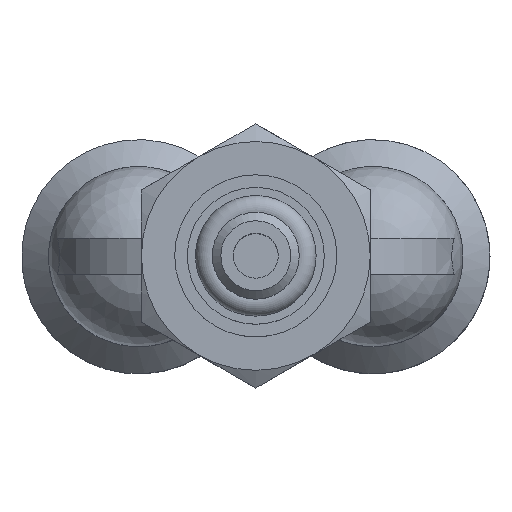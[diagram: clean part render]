
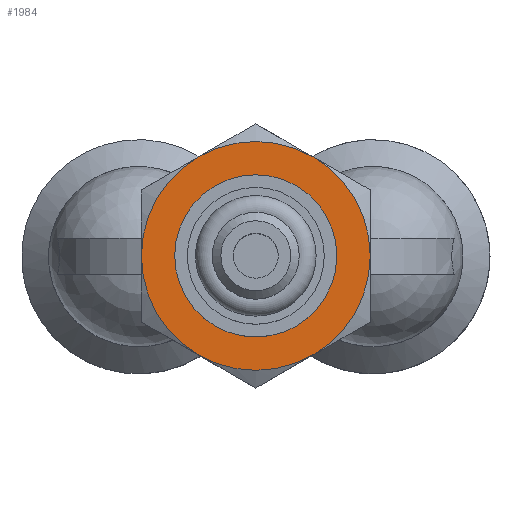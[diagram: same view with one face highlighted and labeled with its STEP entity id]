
A CAD part, top view. The second image highlights one B-rep face of the part: STEP entity #1984.
In plain terms, the highlighted planar face has unit normal (0, 0, 1).
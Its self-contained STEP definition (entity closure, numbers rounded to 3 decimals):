
#56=PLANE('',#2157);
#204=CIRCLE('',#2146,4.5);
#205=CIRCLE('',#2148,6.35);
#206=CIRCLE('',#2150,6.35);
#207=CIRCLE('',#2152,6.35);
#208=CIRCLE('',#2154,6.35);
#209=CIRCLE('',#2156,6.35);
#210=CIRCLE('',#2158,6.35);
#543=ORIENTED_EDGE('',*,*,#732,.F.);
#544=ORIENTED_EDGE('',*,*,#733,.T.);
#545=ORIENTED_EDGE('',*,*,#737,.T.);
#546=ORIENTED_EDGE('',*,*,#736,.T.);
#547=ORIENTED_EDGE('',*,*,#735,.T.);
#548=ORIENTED_EDGE('',*,*,#738,.T.);
#549=ORIENTED_EDGE('',*,*,#734,.T.);
#732=EDGE_CURVE('',#868,#868,#204,.T.);
#733=EDGE_CURVE('',#849,#843,#205,.T.);
#734=EDGE_CURVE('',#855,#849,#206,.T.);
#735=EDGE_CURVE('',#831,#825,#207,.T.);
#736=EDGE_CURVE('',#837,#831,#208,.T.);
#737=EDGE_CURVE('',#843,#837,#209,.T.);
#738=EDGE_CURVE('',#825,#855,#210,.T.);
#825=VERTEX_POINT('',#2906);
#831=VERTEX_POINT('',#2939);
#837=VERTEX_POINT('',#2972);
#843=VERTEX_POINT('',#3005);
#849=VERTEX_POINT('',#3038);
#855=VERTEX_POINT('',#3071);
#868=VERTEX_POINT('',#3138);
#1060=EDGE_LOOP('',(#543));
#1061=EDGE_LOOP('',(#544,#545,#546,#547,#548,#549));
#1198=FACE_BOUND('',#1060,.T.);
#1199=FACE_BOUND('',#1061,.T.);
#1984=ADVANCED_FACE('',(#1198,#1199),#56,.F.);
#2146=AXIS2_PLACEMENT_3D('',#3137,#2496,#2497);
#2148=AXIS2_PLACEMENT_3D('',#3140,#2500,#2501);
#2150=AXIS2_PLACEMENT_3D('',#3142,#2504,#2505);
#2152=AXIS2_PLACEMENT_3D('',#3144,#2508,#2509);
#2154=AXIS2_PLACEMENT_3D('',#3146,#2512,#2513);
#2156=AXIS2_PLACEMENT_3D('',#3148,#2516,#2517);
#2157=AXIS2_PLACEMENT_3D('',#3149,#2518,#2519);
#2158=AXIS2_PLACEMENT_3D('',#3150,#2520,#2521);
#2496=DIRECTION('',(0.,0.,1.));
#2497=DIRECTION('',(1.,0.,0.));
#2500=DIRECTION('',(0.,0.,1.));
#2501=DIRECTION('',(1.,0.,0.));
#2504=DIRECTION('',(0.,0.,1.));
#2505=DIRECTION('',(1.,0.,0.));
#2508=DIRECTION('',(0.,0.,1.));
#2509=DIRECTION('',(1.,0.,0.));
#2512=DIRECTION('',(0.,0.,1.));
#2513=DIRECTION('',(1.,0.,0.));
#2516=DIRECTION('',(0.,0.,1.));
#2517=DIRECTION('',(1.,0.,0.));
#2518=DIRECTION('',(0.,0.,-1.));
#2519=DIRECTION('',(-1.,0.,0.));
#2520=DIRECTION('',(0.,0.,1.));
#2521=DIRECTION('',(1.,0.,0.));
#2906=CARTESIAN_POINT('',(-6.35,0.,38.8));
#2939=CARTESIAN_POINT('',(-3.175,5.499,38.8));
#2972=CARTESIAN_POINT('',(3.175,5.499,38.8));
#3005=CARTESIAN_POINT('',(6.35,0.,38.8));
#3038=CARTESIAN_POINT('',(3.175,-5.499,38.8));
#3071=CARTESIAN_POINT('',(-3.175,-5.499,38.8));
#3137=CARTESIAN_POINT('',(0.,0.,38.8));
#3138=CARTESIAN_POINT('',(4.5,0.,38.8));
#3140=CARTESIAN_POINT('',(0.,0.,38.8));
#3142=CARTESIAN_POINT('',(0.,0.,38.8));
#3144=CARTESIAN_POINT('',(0.,0.,38.8));
#3146=CARTESIAN_POINT('',(0.,0.,38.8));
#3148=CARTESIAN_POINT('',(0.,0.,38.8));
#3149=CARTESIAN_POINT('',(6.35,0.,38.8));
#3150=CARTESIAN_POINT('',(0.,0.,38.8));
